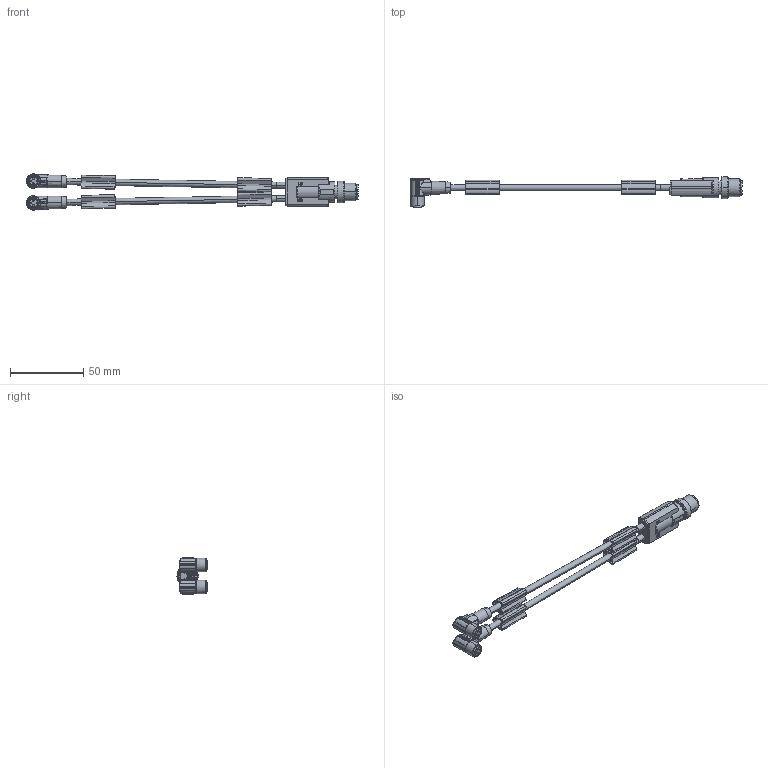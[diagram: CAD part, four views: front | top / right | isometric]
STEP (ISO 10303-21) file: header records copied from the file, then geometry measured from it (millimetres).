
FILE_DESCRIPTION(('SolidDesigner STEP Export'),'2;1');
FILE_NAME('1671441.stp','2011-11-02T11:30:19',(''),(''),'CoCreate Modeling STEP processor for AP214 (Solid Model)','CoCreate Modeling 16.00A 16-Aug-2008 (C) Parametric Technology GmbH','');
FILE_SCHEMA(('AUTOMOTIVE_DESIGN { 1 0 10303 214 1 1 1 1 }'));
Length unit declared in the file: millimetre
Products named in the file (2): 1671441
Assembly tree (1 placements, depth 2):
  1671441
    1671441
Bounding box: 227.27 x 20.6 x 24.86 mm (x, y, z)
Volume: 19285.1 mm3; surface area: 16449.4 mm2
Topology: 1 solids, 1 shells, 1702 faces, 4698 edges, 3102 vertices
Faces by surface type: plane 1109, cylinder 330, extrusion 134, bspline 68, cone 31, torus 30
Entity records: 85010 total; most frequent: CARTESIAN_POINT 32232, ORIENTED_EDGE 9380, DIRECTION 7107, EDGE_CURVE 4690, VECTOR 3419, LINE 3285, VERTEX_POINT 3102, AXIS2_PLACEMENT_3D 1844
